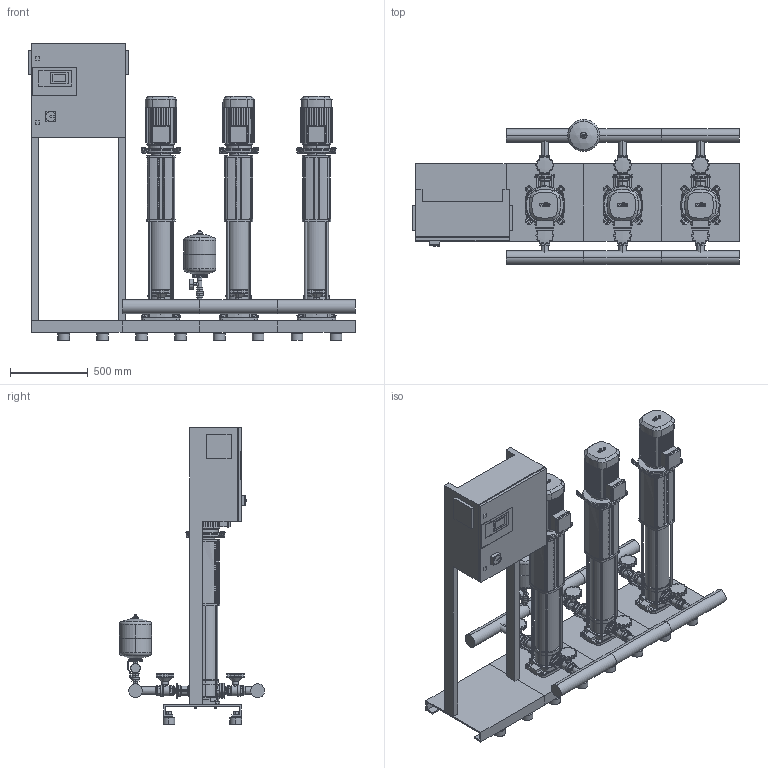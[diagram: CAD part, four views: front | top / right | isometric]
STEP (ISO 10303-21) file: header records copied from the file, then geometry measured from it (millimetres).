
FILE_DESCRIPTION((''),'2;1');
FILE_NAME('3d_CO-3HELIXV1611_K_CC-01-2532217.stp','2016-01-25T09:43:32',(''),(''),'Mechanical Desktop 2009','Mechanical Desktop 2009',', , ');
FILE_SCHEMA(('CONFIG_CONTROL_DESIGN'));
Length unit declared in the file: millimetre
Products named in the file (1): Product
Bounding box: 2100 x 932.45 x 1905 mm (x, y, z)
Volume: 246734113.5 mm3; surface area: 14254255.6 mm2
Topology: 154 solids, 154 shells, 6127 faces, 16205 edges, 10639 vertices
Faces by surface type: plane 2835, bspline 1568, cylinder 1362, cone 254, torus 88, sphere 20
Entity records: 201184 total; most frequent: CARTESIAN_POINT 49049, ORIENTED_EDGE 32386, DIRECTION 29219, EDGE_CURVE 16193, VECTOR 10969, LINE 10969, VERTEX_POINT 10634, AXIS2_PLACEMENT_3D 9125
